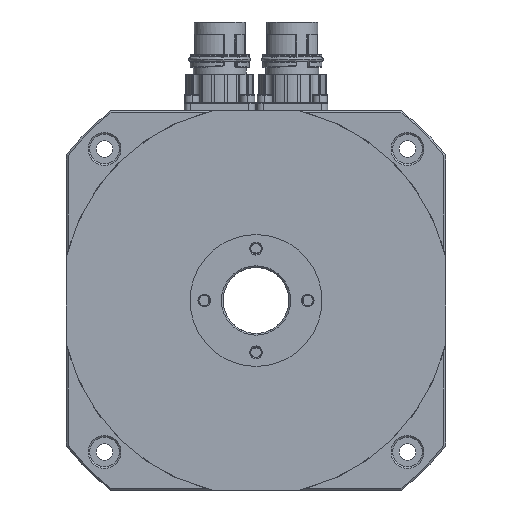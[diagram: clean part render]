
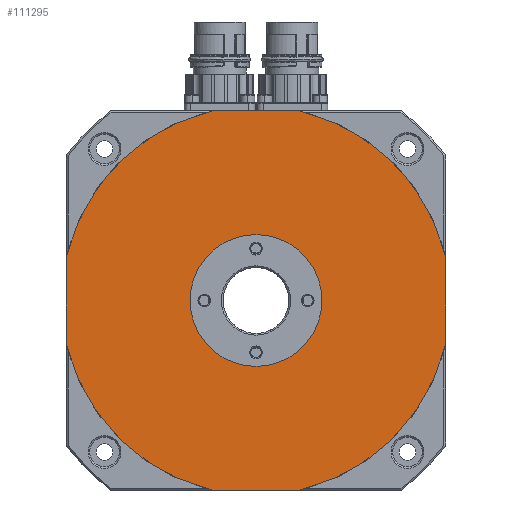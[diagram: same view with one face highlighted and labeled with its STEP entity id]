
A CAD part, left-side view. The second image highlights one B-rep face of the part: STEP entity #111295.
In plain terms, the highlighted planar face has unit normal (-1, 0, 0).
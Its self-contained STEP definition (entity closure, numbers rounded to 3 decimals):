
#193 = CIRCLE ( 'NONE', #20054, 59. ) ;
#225 = DIRECTION ( 'NONE',  ( -1., 0., 0. ) ) ;
#1531 = CARTESIAN_POINT ( 'NONE',  ( -48.5, 57.5, -57.5 ) ) ;
#3359 = EDGE_CURVE ( 'NONE', #79147, #8794, #84877, .T. ) ;
#4210 = ORIENTED_EDGE ( 'NONE', *, *, #49357, .T. ) ;
#5503 = CARTESIAN_POINT ( 'NONE',  ( -48.5, 57.5, 57.5 ) ) ;
#8038 = VERTEX_POINT ( 'NONE', #101810 ) ;
#8468 = CARTESIAN_POINT ( 'NONE',  ( -48.5, -13.219, -57.5 ) ) ;
#8794 = VERTEX_POINT ( 'NONE', #98535 ) ;
#12343 = DIRECTION ( 'NONE',  ( 0., 0., 1. ) ) ;
#12604 = DIRECTION ( 'NONE',  ( 0., 0., 1. ) ) ;
#16012 = EDGE_CURVE ( 'NONE', #8038, #62312, #116568, .T. ) ;
#19211 = DIRECTION ( 'NONE',  ( -1., 0., 0. ) ) ;
#20054 = AXIS2_PLACEMENT_3D ( 'NONE', #108449, #225, #64158 ) ;
#21288 = DIRECTION ( 'NONE',  ( -1., 0., 0. ) ) ;
#23787 = VERTEX_POINT ( 'NONE', #110714 ) ;
#27333 = CARTESIAN_POINT ( 'NONE',  ( -48.5, 13.219, -57.5 ) ) ;
#28408 = CARTESIAN_POINT ( 'NONE',  ( -48.5, -57.5, 13.219 ) ) ;
#29859 = CARTESIAN_POINT ( 'NONE',  ( -48.5, 0., 0. ) ) ;
#32945 = EDGE_CURVE ( 'NONE', #115127, #8038, #36231, .T. ) ;
#35062 = ORIENTED_EDGE ( 'NONE', *, *, #35583, .T. ) ;
#35565 = LINE ( 'NONE', #79000, #76613 ) ;
#35583 = EDGE_CURVE ( 'NONE', #62312, #70452, #193, .T. ) ;
#36231 = CIRCLE ( 'NONE', #56025, 59. ) ;
#36975 = DIRECTION ( 'NONE',  ( -1., 0., 0. ) ) ;
#37115 = DIRECTION ( 'NONE',  ( 0., -1., 0. ) ) ;
#38826 = AXIS2_PLACEMENT_3D ( 'NONE', #112733, #111143, #102503 ) ;
#39336 = VERTEX_POINT ( 'NONE', #27333 ) ;
#40682 = CARTESIAN_POINT ( 'NONE',  ( -48.5, 0., 0. ) ) ;
#42143 = EDGE_CURVE ( 'NONE', #117111, #23787, #66133, .T. ) ;
#42171 = AXIS2_PLACEMENT_3D ( 'NONE', #73299, #19211, #82427 ) ;
#44415 = CIRCLE ( 'NONE', #42171, 59. ) ;
#46088 = DIRECTION ( 'NONE',  ( 0., 0., 1. ) ) ;
#47406 = CARTESIAN_POINT ( 'NONE',  ( -48.5, 0., 0. ) ) ;
#47563 = LINE ( 'NONE', #1531, #89922 ) ;
#49357 = EDGE_CURVE ( 'NONE', #39336, #115127, #47563, .T. ) ;
#49379 = DIRECTION ( 'NONE',  ( 0., 0., 1. ) ) ;
#50505 = EDGE_LOOP ( 'NONE', ( #74947, #97955 ) ) ;
#51446 = CIRCLE ( 'NONE', #38826, 20. ) ;
#51995 = ORIENTED_EDGE ( 'NONE', *, *, #110364, .T. ) ;
#56025 = AXIS2_PLACEMENT_3D ( 'NONE', #47406, #75760, #49379 ) ;
#56725 = EDGE_LOOP ( 'NONE', ( #51995, #88738, #107368, #59216, #4210, #71061, #99520, #35062 ) ) ;
#56761 = DIRECTION ( 'NONE',  ( 0., 0., 1. ) ) ;
#57046 = EDGE_CURVE ( 'NONE', #23787, #39336, #44415, .T. ) ;
#57059 = CARTESIAN_POINT ( 'NONE',  ( -48.5, -57.5, 57.5 ) ) ;
#59216 = ORIENTED_EDGE ( 'NONE', *, *, #57046, .T. ) ;
#60710 = FACE_OUTER_BOUND ( 'NONE', #56725, .T. ) ;
#62312 = VERTEX_POINT ( 'NONE', #28408 ) ;
#63201 = AXIS2_PLACEMENT_3D ( 'NONE', #40682, #21288, #12604 ) ;
#63595 = EDGE_CURVE ( 'NONE', #94977, #117111, #108932, .T. ) ;
#64158 = DIRECTION ( 'NONE',  ( 0., 0., 1. ) ) ;
#66133 = LINE ( 'NONE', #5503, #94425 ) ;
#70452 = VERTEX_POINT ( 'NONE', #91399 ) ;
#71061 = ORIENTED_EDGE ( 'NONE', *, *, #32945, .T. ) ;
#73299 = CARTESIAN_POINT ( 'NONE',  ( -48.5, 0., 0. ) ) ;
#74947 = ORIENTED_EDGE ( 'NONE', *, *, #80967, .F. ) ;
#75760 = DIRECTION ( 'NONE',  ( -1., 0., 0. ) ) ;
#76613 = VECTOR ( 'NONE', #115344, 1000. ) ;
#77582 = CARTESIAN_POINT ( 'NONE',  ( -48.5, 13.219, 57.5 ) ) ;
#79000 = CARTESIAN_POINT ( 'NONE',  ( -48.5, 57.5, 57.5 ) ) ;
#79147 = VERTEX_POINT ( 'NONE', #80347 ) ;
#80347 = CARTESIAN_POINT ( 'NONE',  ( -48.5, 0., 20. ) ) ;
#80967 = EDGE_CURVE ( 'NONE', #8794, #79147, #51446, .T. ) ;
#82001 = PLANE ( 'NONE',  #110168 ) ;
#82427 = DIRECTION ( 'NONE',  ( 0., 0., 1. ) ) ;
#83877 = CARTESIAN_POINT ( 'NONE',  ( -48.5, 57.5, 13.219 ) ) ;
#84877 = CIRCLE ( 'NONE', #115052, 20. ) ;
#88738 = ORIENTED_EDGE ( 'NONE', *, *, #63595, .T. ) ;
#89922 = VECTOR ( 'NONE', #37115, 1000. ) ;
#91399 = CARTESIAN_POINT ( 'NONE',  ( -48.5, -13.219, 57.5 ) ) ;
#93829 = DIRECTION ( 'NONE',  ( -1., 0., 0. ) ) ;
#94425 = VECTOR ( 'NONE', #96009, 1000. ) ;
#94977 = VERTEX_POINT ( 'NONE', #77582 ) ;
#96009 = DIRECTION ( 'NONE',  ( 0., 0., -1. ) ) ;
#97955 = ORIENTED_EDGE ( 'NONE', *, *, #3359, .F. ) ;
#98202 = VECTOR ( 'NONE', #12343, 1000. ) ;
#98535 = CARTESIAN_POINT ( 'NONE',  ( -48.5, 0., -20. ) ) ;
#99520 = ORIENTED_EDGE ( 'NONE', *, *, #16012, .T. ) ;
#101810 = CARTESIAN_POINT ( 'NONE',  ( -48.5, -57.5, -13.219 ) ) ;
#102503 = DIRECTION ( 'NONE',  ( 0., 0., 1. ) ) ;
#107282 = FACE_BOUND ( 'NONE', #50505, .T. ) ;
#107368 = ORIENTED_EDGE ( 'NONE', *, *, #42143, .T. ) ;
#108449 = CARTESIAN_POINT ( 'NONE',  ( -48.5, 0., 0. ) ) ;
#108461 = CARTESIAN_POINT ( 'NONE',  ( -48.5, 0., 0. ) ) ;
#108932 = CIRCLE ( 'NONE', #63201, 59. ) ;
#110168 = AXIS2_PLACEMENT_3D ( 'NONE', #108461, #36975, #46088 ) ;
#110364 = EDGE_CURVE ( 'NONE', #70452, #94977, #35565, .T. ) ;
#110714 = CARTESIAN_POINT ( 'NONE',  ( -48.5, 57.5, -13.219 ) ) ;
#111143 = DIRECTION ( 'NONE',  ( -1., 0., 0. ) ) ;
#111295 = ADVANCED_FACE ( 'NONE', ( #60710, #107282 ), #82001, .T. ) ;
#112733 = CARTESIAN_POINT ( 'NONE',  ( -48.5, 0., 0. ) ) ;
#115052 = AXIS2_PLACEMENT_3D ( 'NONE', #29859, #93829, #56761 ) ;
#115127 = VERTEX_POINT ( 'NONE', #8468 ) ;
#115344 = DIRECTION ( 'NONE',  ( 0., 1., 0. ) ) ;
#116568 = LINE ( 'NONE', #57059, #98202 ) ;
#117111 = VERTEX_POINT ( 'NONE', #83877 ) ;
